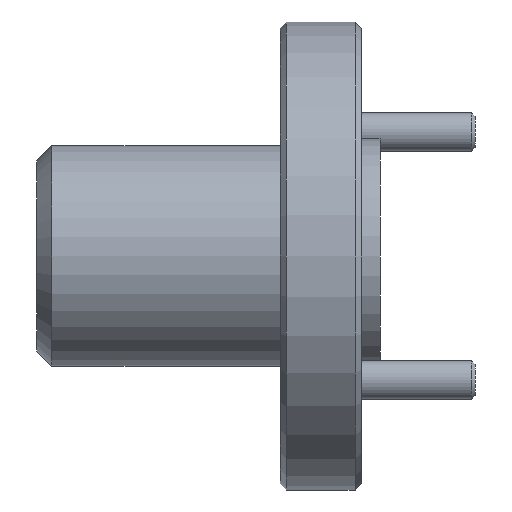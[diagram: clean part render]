
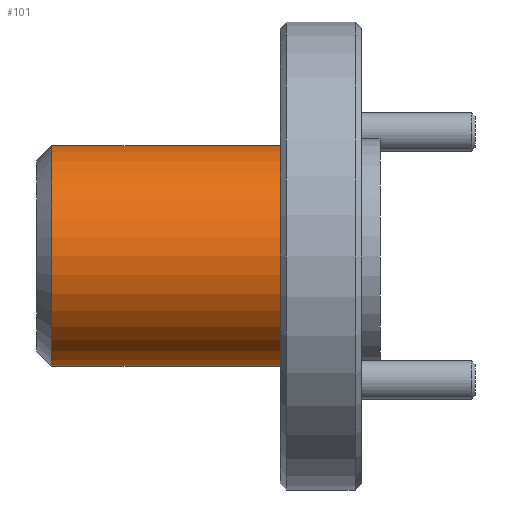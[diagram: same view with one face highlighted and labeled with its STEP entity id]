
A CAD part, front view. The second image highlights one B-rep face of the part: STEP entity #101.
In plain terms, the highlighted cylindrical face has radius 4.488 mm (diameter 8.976 mm), a partial arc.
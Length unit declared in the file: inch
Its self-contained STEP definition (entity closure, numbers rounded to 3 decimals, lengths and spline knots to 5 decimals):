
#1 = CIRCLE ( 'NONE', #1017, 0.17669 ) ;
#101 = ADVANCED_FACE ( 'NONE', ( #184 ), #450, .T. ) ;
#184 = FACE_OUTER_BOUND ( 'NONE', #607, .T. ) ;
#285 = CARTESIAN_POINT ( 'NONE',  ( -0.14529, 0.47011, 0.64584 ) ) ;
#300 = DIRECTION ( 'NONE',  ( 1., 0., 0. ) ) ;
#346 = CARTESIAN_POINT ( 'NONE',  ( -0.16948, 0.47011, 0.46915 ) ) ;
#376 = CARTESIAN_POINT ( 'NONE',  ( 0.22052, 0.47011, 0.64584 ) ) ;
#433 = DIRECTION ( 'NONE',  ( 0., 0., -1. ) ) ;
#443 = EDGE_CURVE ( 'NONE', #1189, #1431, #2034, .T. ) ;
#450 = CYLINDRICAL_SURFACE ( 'NONE', #1443, 0.17669 ) ;
#547 = EDGE_CURVE ( 'NONE', #1189, #1486, #928, .T. ) ;
#588 = DIRECTION ( 'NONE',  ( -1., 0., 0. ) ) ;
#607 = EDGE_LOOP ( 'NONE', ( #666, #1988, #1460, #985 ) ) ;
#652 = DIRECTION ( 'NONE',  ( 0., 0., 1. ) ) ;
#666 = ORIENTED_EDGE ( 'NONE', *, *, #547, .F. ) ;
#726 = VECTOR ( 'NONE', #1299, 39.37008 ) ;
#872 = CARTESIAN_POINT ( 'NONE',  ( -0.14529, 0.47011, 0.29246 ) ) ;
#927 = CARTESIAN_POINT ( 'NONE',  ( -0.16948, 0.47011, 0.64584 ) ) ;
#928 = LINE ( 'NONE', #1468, #726 ) ;
#985 = ORIENTED_EDGE ( 'NONE', *, *, #1854, .T. ) ;
#1017 = AXIS2_PLACEMENT_3D ( 'NONE', #1087, #300, #433 ) ;
#1087 = CARTESIAN_POINT ( 'NONE',  ( -0.14529, 0.47011, 0.46915 ) ) ;
#1147 = AXIS2_PLACEMENT_3D ( 'NONE', #1445, #588, #1582 ) ;
#1189 = VERTEX_POINT ( 'NONE', #1469 ) ;
#1299 = DIRECTION ( 'NONE',  ( -1., 0., 0. ) ) ;
#1431 = VERTEX_POINT ( 'NONE', #376 ) ;
#1443 = AXIS2_PLACEMENT_3D ( 'NONE', #346, #1489, #652 ) ;
#1445 = CARTESIAN_POINT ( 'NONE',  ( 0.22052, 0.47011, 0.46915 ) ) ;
#1460 = ORIENTED_EDGE ( 'NONE', *, *, #1877, .T. ) ;
#1468 = CARTESIAN_POINT ( 'NONE',  ( -0.16948, 0.47011, 0.29246 ) ) ;
#1469 = CARTESIAN_POINT ( 'NONE',  ( 0.22052, 0.47011, 0.29246 ) ) ;
#1486 = VERTEX_POINT ( 'NONE', #872 ) ;
#1489 = DIRECTION ( 'NONE',  ( -1., 0., 0. ) ) ;
#1566 = DIRECTION ( 'NONE',  ( -1., 0., 0. ) ) ;
#1582 = DIRECTION ( 'NONE',  ( 0., 0., 1. ) ) ;
#1845 = VERTEX_POINT ( 'NONE', #285 ) ;
#1854 = EDGE_CURVE ( 'NONE', #1845, #1486, #1, .T. ) ;
#1877 = EDGE_CURVE ( 'NONE', #1431, #1845, #1954, .T. ) ;
#1886 = VECTOR ( 'NONE', #1566, 39.37008 ) ;
#1954 = LINE ( 'NONE', #927, #1886 ) ;
#1988 = ORIENTED_EDGE ( 'NONE', *, *, #443, .T. ) ;
#2034 = CIRCLE ( 'NONE', #1147, 0.17669 ) ;
